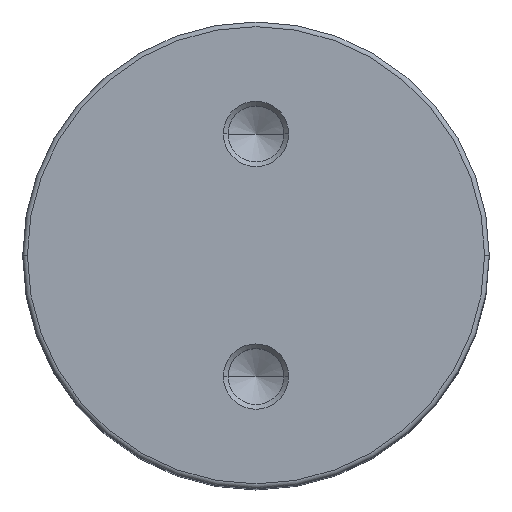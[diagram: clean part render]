
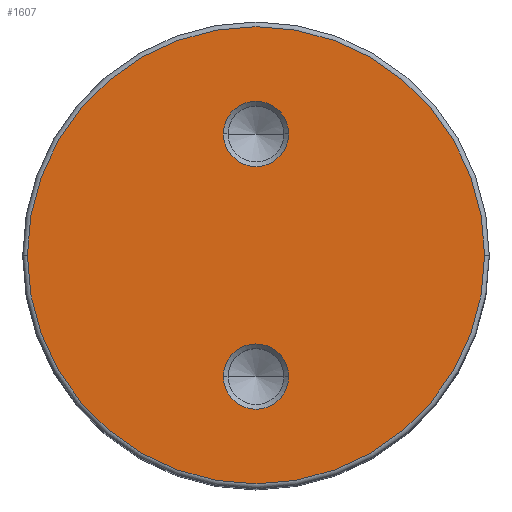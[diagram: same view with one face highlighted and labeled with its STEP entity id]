
A CAD part, top view. The second image highlights one B-rep face of the part: STEP entity #1607.
In plain terms, the highlighted planar face has unit normal (0, 0, 1).
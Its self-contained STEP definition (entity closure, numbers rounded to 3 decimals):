
#40 = CARTESIAN_POINT ( 'NONE',  ( 3.5, 13., 0. ) ) ;
#49 = CARTESIAN_POINT ( 'NONE',  ( -24.5, 0., 0. ) ) ;
#64 = CARTESIAN_POINT ( 'NONE',  ( -3.5, 13., 0. ) ) ;
#76 = CARTESIAN_POINT ( 'NONE',  ( 24.5, 0., 0. ) ) ;
#215 = AXIS2_PLACEMENT_3D ( 'NONE', #1224, #1221, #1230 ) ;
#222 = ORIENTED_EDGE ( 'NONE', *, *, #1689, .F. ) ;
#223 = ORIENTED_EDGE ( 'NONE', *, *, #1641, .F. ) ;
#224 = ORIENTED_EDGE ( 'NONE', *, *, #1687, .T. ) ;
#225 = ORIENTED_EDGE ( 'NONE', *, *, #1690, .T. ) ;
#226 = ORIENTED_EDGE ( 'NONE', *, *, #1589, .T. ) ;
#227 = ORIENTED_EDGE ( 'NONE', *, *, #1691, .T. ) ;
#264 = AXIS2_PLACEMENT_3D ( 'NONE', #1371, #1372, #1373 ) ;
#267 = CIRCLE ( 'NONE', #264, 3.5 ) ;
#286 = CARTESIAN_POINT ( 'NONE',  ( 3.5, -13., 0. ) ) ;
#384 = CARTESIAN_POINT ( 'NONE',  ( -3.5, -13., 0. ) ) ;
#390 = EDGE_LOOP ( 'NONE', ( #224, #225 ) ) ;
#401 = EDGE_LOOP ( 'NONE', ( #226, #227 ) ) ;
#407 = EDGE_LOOP ( 'NONE', ( #222, #223 ) ) ;
#502 = CIRCLE ( 'NONE', #511, 3.5 ) ;
#511 = AXIS2_PLACEMENT_3D ( 'NONE', #1147, #1148, #1149 ) ;
#592 = VERTEX_POINT ( 'NONE', #384 ) ;
#616 = VERTEX_POINT ( 'NONE', #286 ) ;
#656 = VERTEX_POINT ( 'NONE', #64 ) ;
#662 = VERTEX_POINT ( 'NONE', #40 ) ;
#665 = VERTEX_POINT ( 'NONE', #76 ) ;
#674 = VERTEX_POINT ( 'NONE', #49 ) ;
#725 = CIRCLE ( 'NONE', #728, 24.5 ) ;
#727 = CIRCLE ( 'NONE', #731, 3.5 ) ;
#728 = AXIS2_PLACEMENT_3D ( 'NONE', #1507, #1508, #1509 ) ;
#730 = CIRCLE ( 'NONE', #733, 24.5 ) ;
#731 = AXIS2_PLACEMENT_3D ( 'NONE', #1513, #1514, #1515 ) ;
#732 = CIRCLE ( 'NONE', #735, 3.5 ) ;
#733 = AXIS2_PLACEMENT_3D ( 'NONE', #1516, #1517, #1518 ) ;
#735 = AXIS2_PLACEMENT_3D ( 'NONE', #1519, #1520, #1521 ) ;
#1147 = CARTESIAN_POINT ( 'NONE',  ( 0., -13., 0. ) ) ;
#1148 = DIRECTION ( 'NONE',  ( 0., 0., -1. ) ) ;
#1149 = DIRECTION ( 'NONE',  ( 1., 0., 0. ) ) ;
#1221 = DIRECTION ( 'NONE',  ( 0., 0., -1. ) ) ;
#1222 = FACE_BOUND ( 'NONE', #407, .T. ) ;
#1224 = CARTESIAN_POINT ( 'NONE',  ( 0., 0., 0. ) ) ;
#1226 = FACE_OUTER_BOUND ( 'NONE', #390, .T. ) ;
#1227 = FACE_BOUND ( 'NONE', #401, .T. ) ;
#1228 = PLANE ( 'NONE',  #215 ) ;
#1230 = DIRECTION ( 'NONE',  ( -1., 0., 0. ) ) ;
#1371 = CARTESIAN_POINT ( 'NONE',  ( 0., 13., 0. ) ) ;
#1372 = DIRECTION ( 'NONE',  ( 0., 0., 1. ) ) ;
#1373 = DIRECTION ( 'NONE',  ( 1., 0., 0. ) ) ;
#1507 = CARTESIAN_POINT ( 'NONE',  ( 0., 0., 0. ) ) ;
#1508 = DIRECTION ( 'NONE',  ( 0., 0., 1. ) ) ;
#1509 = DIRECTION ( 'NONE',  ( 1., 0., 0. ) ) ;
#1513 = CARTESIAN_POINT ( 'NONE',  ( 0., 13., 0. ) ) ;
#1514 = DIRECTION ( 'NONE',  ( 0., 0., 1. ) ) ;
#1515 = DIRECTION ( 'NONE',  ( 1., 0., 0. ) ) ;
#1516 = CARTESIAN_POINT ( 'NONE',  ( 0., 0., 0. ) ) ;
#1517 = DIRECTION ( 'NONE',  ( 0., 0., 1. ) ) ;
#1518 = DIRECTION ( 'NONE',  ( 1., 0., 0. ) ) ;
#1519 = CARTESIAN_POINT ( 'NONE',  ( 0., -13., 0. ) ) ;
#1520 = DIRECTION ( 'NONE',  ( 0., 0., -1. ) ) ;
#1521 = DIRECTION ( 'NONE',  ( 1., 0., 0. ) ) ;
#1589 = EDGE_CURVE ( 'NONE', #616, #592, #502, .T. ) ;
#1607 = ADVANCED_FACE ( 'NONE', ( #1222, #1226, #1227 ), #1228, .F. ) ;
#1641 = EDGE_CURVE ( 'NONE', #656, #662, #267, .T. ) ;
#1687 = EDGE_CURVE ( 'NONE', #665, #674, #725, .T. ) ;
#1689 = EDGE_CURVE ( 'NONE', #662, #656, #727, .T. ) ;
#1690 = EDGE_CURVE ( 'NONE', #674, #665, #730, .T. ) ;
#1691 = EDGE_CURVE ( 'NONE', #592, #616, #732, .T. ) ;
